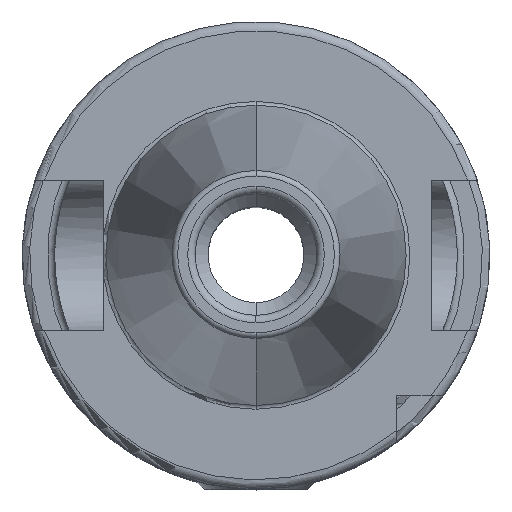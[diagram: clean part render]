
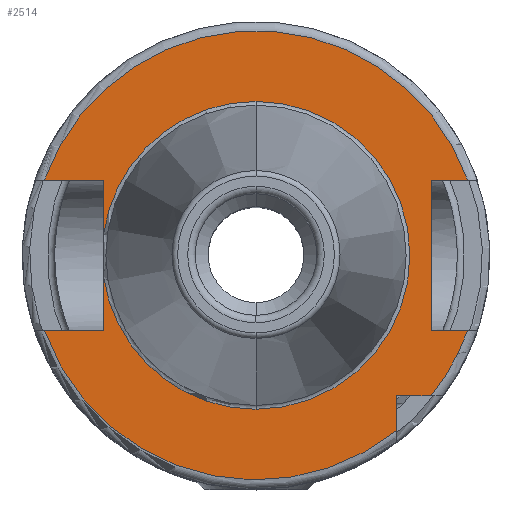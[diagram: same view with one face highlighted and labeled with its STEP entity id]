
A CAD part, top view. The second image highlights one B-rep face of the part: STEP entity #2514.
In plain terms, the highlighted planar face has unit normal (0, 0, 1).
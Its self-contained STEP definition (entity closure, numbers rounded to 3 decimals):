
#322=DIRECTION('',(1,0,0));
#323=VECTOR('',#322,6.31);
#324=CARTESIAN_POINT('',(-22.61,-8.05,15.9));
#325=LINE('',#324,#323);
#326=DIRECTION('',(0,1,0));
#327=VECTOR('',#326,5.834);
#328=CARTESIAN_POINT('',(-16.3,-8.05,15.9));
#329=LINE('',#328,#327);
#330=DIRECTION('',(0,1,0));
#331=VECTOR('',#330,5.834);
#332=CARTESIAN_POINT('',(-16.3,2.216,15.9));
#333=LINE('',#332,#331);
#334=DIRECTION('',(1,0,0));
#335=VECTOR('',#334,6.31);
#336=CARTESIAN_POINT('',(-22.61,8.05,15.9));
#337=LINE('',#336,#335);
#338=DIRECTION('',(-1,0,0));
#339=VECTOR('',#338,3.81);
#340=CARTESIAN_POINT('',(22.61,8.05,15.9));
#341=LINE('',#340,#339);
#342=DIRECTION('',(0,-1,0));
#343=VECTOR('',#342,16.1);
#344=CARTESIAN_POINT('',(18.8,8.05,15.9));
#345=LINE('',#344,#343);
#346=DIRECTION('',(-1,0,0));
#347=VECTOR('',#346,3.81);
#348=CARTESIAN_POINT('',(22.61,-8.05,15.9));
#349=LINE('',#348,#347);
#350=CARTESIAN_POINT('',(0,0,15.9));
#351=DIRECTION('',(0,0,1));
#352=DIRECTION('',(0.781,-0.625,0));
#353=AXIS2_PLACEMENT_3D('',#350,#351,#352);
#355=DIRECTION('',(-1,0,0));
#356=VECTOR('',#355,3.735);
#357=CARTESIAN_POINT('',(18.735,-15,15.9));
#358=LINE('',#357,#356);
#359=DIRECTION('',(0,1,0));
#360=VECTOR('',#359,3.735);
#361=CARTESIAN_POINT('',(15,-18.735,15.9));
#362=LINE('',#361,#360);
#374=CARTESIAN_POINT('',(0,0,15.9));
#375=DIRECTION('',(0,0,1));
#376=DIRECTION('',(0,1,0));
#377=AXIS2_PLACEMENT_3D('',#374,#375,#376);
#389=CARTESIAN_POINT('',(0,0,15.9));
#390=DIRECTION('',(0,0,1));
#391=DIRECTION('',(-0.991,-0.135,0));
#392=AXIS2_PLACEMENT_3D('',#389,#390,#391);
#394=CARTESIAN_POINT('',(0,0,15.9));
#395=DIRECTION('',(0,0,-1));
#396=DIRECTION('',(0,1,0));
#397=AXIS2_PLACEMENT_3D('',#394,#395,#396);
#1162=CARTESIAN_POINT('',(0,0,15.9));
#1163=DIRECTION('',(0,0,1));
#1164=DIRECTION('',(0.942,0.335,0));
#1165=AXIS2_PLACEMENT_3D('',#1162,#1163,#1164);
#1213=CARTESIAN_POINT('',(0,0,15.9));
#1214=DIRECTION('',(0,0,1));
#1215=DIRECTION('',(-0.942,-0.335,0));
#1216=AXIS2_PLACEMENT_3D('',#1213,#1214,#1215);
#1699=CARTESIAN_POINT('',(0,16.45,15.9));
#1701=VERTEX_POINT('',#1699);
#1721=CARTESIAN_POINT('',(0,-16.45,15.9));
#1723=VERTEX_POINT('',#1721);
#1811=CARTESIAN_POINT('',(-22.61,-8.05,15.9));
#1812=CARTESIAN_POINT('',(-16.3,-8.05,15.9));
#1813=VERTEX_POINT('',#1811);
#1814=VERTEX_POINT('',#1812);
#1815=CARTESIAN_POINT('',(-16.3,-2.216,15.9));
#1816=VERTEX_POINT('',#1815);
#1817=CARTESIAN_POINT('',(-16.3,2.216,15.9));
#1818=CARTESIAN_POINT('',(-16.3,8.05,15.9));
#1819=VERTEX_POINT('',#1817);
#1820=VERTEX_POINT('',#1818);
#1821=CARTESIAN_POINT('',(-22.61,8.05,15.9));
#1822=VERTEX_POINT('',#1821);
#1823=CARTESIAN_POINT('',(18.8,8.05,15.9));
#1824=CARTESIAN_POINT('',(18.8,-8.05,15.9));
#1825=VERTEX_POINT('',#1823);
#1826=VERTEX_POINT('',#1824);
#1827=CARTESIAN_POINT('',(22.61,-8.05,15.9));
#1828=VERTEX_POINT('',#1827);
#1829=CARTESIAN_POINT('',(22.61,8.05,15.9));
#1830=VERTEX_POINT('',#1829);
#1831=CARTESIAN_POINT('',(15,-18.735,15.9));
#1832=CARTESIAN_POINT('',(15,-15,15.9));
#1833=VERTEX_POINT('',#1831);
#1834=VERTEX_POINT('',#1832);
#1835=CARTESIAN_POINT('',(18.735,-15,15.9));
#1836=VERTEX_POINT('',#1835);
#2484=CARTESIAN_POINT('',(0,0,15.9));
#2485=DIRECTION('',(0,0,-1));
#2486=DIRECTION('',(0,-1,0));
#2487=AXIS2_PLACEMENT_3D('',#2484,#2485,#2486);
#2488=PLANE('',#2487);
#2489=ORIENTED_EDGE('',*,*,#2399,.T.);
#2490=ORIENTED_EDGE('',*,*,#2479,.T.);
#2492=ORIENTED_EDGE('',*,*,#2491,.T.);
#2494=ORIENTED_EDGE('',*,*,#2493,.F.);
#2496=ORIENTED_EDGE('',*,*,#2495,.T.);
#2497=ORIENTED_EDGE('',*,*,#2475,.T.);
#2498=ORIENTED_EDGE('',*,*,#2462,.F.);
#2500=ORIENTED_EDGE('',*,*,#2499,.F.);
#2501=ORIENTED_EDGE('',*,*,#2269,.T.);
#2502=ORIENTED_EDGE('',*,*,#2122,.T.);
#2503=ORIENTED_EDGE('',*,*,#2107,.F.);
#2505=ORIENTED_EDGE('',*,*,#2504,.F.);
#2507=ORIENTED_EDGE('',*,*,#2506,.T.);
#2509=ORIENTED_EDGE('',*,*,#2508,.F.);
#2511=ORIENTED_EDGE('',*,*,#2510,.F.);
#2512=EDGE_LOOP('',(#2489,#2490,#2492,#2494,#2496,#2497,#2498,#2500,#2501,#2502,
#2503,#2505,#2507,#2509,#2511));
#2513=FACE_OUTER_BOUND('',#2512,.F.);
#2514=ADVANCED_FACE('',(#2513),#2488,.F.);
#354=CIRCLE('',#353,24);
#378=CIRCLE('',#377,16.45);
#393=CIRCLE('',#392,16.45);
#398=CIRCLE('',#397,16.45);
#1166=CIRCLE('',#1165,24);
#1217=CIRCLE('',#1216,24);
#2107=EDGE_CURVE('',#1828,#1826,#349,.T.);
#2122=EDGE_CURVE('',#1825,#1826,#345,.T.);
#2269=EDGE_CURVE('',#1830,#1825,#341,.T.);
#2399=EDGE_CURVE('',#1813,#1814,#325,.T.);
#2462=EDGE_CURVE('',#1822,#1820,#337,.T.);
#2475=EDGE_CURVE('',#1819,#1820,#333,.T.);
#2479=EDGE_CURVE('',#1814,#1816,#329,.T.);
#2491=EDGE_CURVE('',#1816,#1723,#393,.T.);
#2493=EDGE_CURVE('',#1701,#1723,#398,.T.);
#2495=EDGE_CURVE('',#1701,#1819,#378,.T.);
#2499=EDGE_CURVE('',#1830,#1822,#1166,.T.);
#2504=EDGE_CURVE('',#1836,#1828,#354,.T.);
#2506=EDGE_CURVE('',#1836,#1834,#358,.T.);
#2508=EDGE_CURVE('',#1833,#1834,#362,.T.);
#2510=EDGE_CURVE('',#1813,#1833,#1217,.T.);
